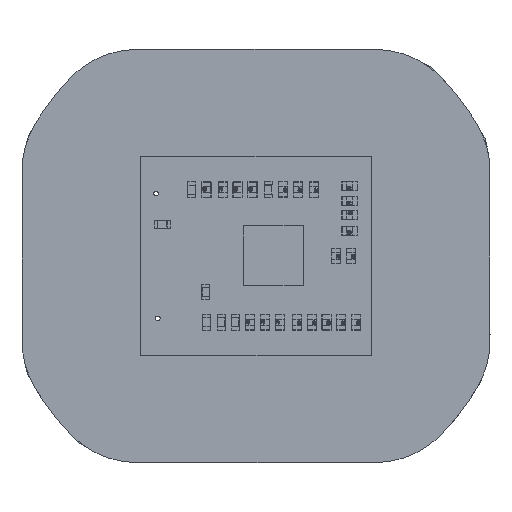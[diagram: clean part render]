
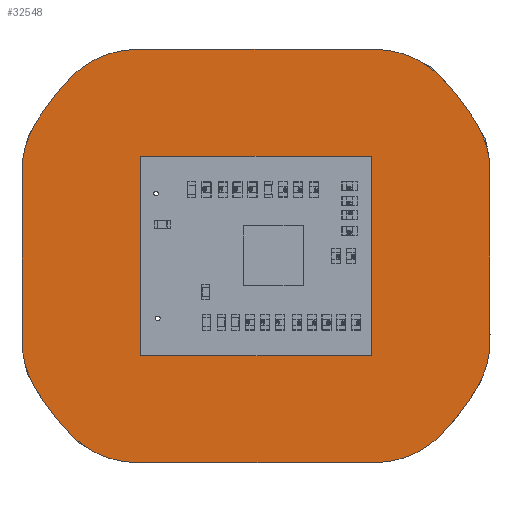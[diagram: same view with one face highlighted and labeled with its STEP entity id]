
A CAD part, top view. The second image highlights one B-rep face of the part: STEP entity #32548.
In plain terms, the highlighted planar face has unit normal (0, 0, 1).
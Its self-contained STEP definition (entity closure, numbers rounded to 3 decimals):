
#31953=DIRECTION('',(1.,0.,0.));
#31954=VECTOR('',#31953,15.19);
#31955=CARTESIAN_POINT('',(-7.595,13.249,0.5));
#31956=LINE('',#31955,#31954);
#31960=CARTESIAN_POINT('',(7.595,7.249,0.5));
#31961=DIRECTION('',(0.,0.,-1.));
#31962=DIRECTION('',(0.,1.,0.));
#31963=AXIS2_PLACEMENT_3D('',#31960,#31961,#31962);
#31968=CARTESIAN_POINT('',(0.,-0.001,0.5));
#31969=DIRECTION('',(0.,0.,-1.));
#31970=DIRECTION('',(0.723,0.69,0.));
#31971=AXIS2_PLACEMENT_3D('',#31968,#31969,#31970);
#31976=CARTESIAN_POINT('',(9.,5.408,0.5));
#31977=DIRECTION('',(0.,0.,-1.));
#31978=DIRECTION('',(0.857,0.515,0.));
#31979=AXIS2_PLACEMENT_3D('',#31976,#31977,#31978);
#31984=DIRECTION('',(0.,-1.,0.));
#31985=VECTOR('',#31984,10.817);
#31986=CARTESIAN_POINT('',(15.,5.408,0.5));
#31987=LINE('',#31986,#31985);
#31991=CARTESIAN_POINT('',(9.,-5.409,0.5));
#31992=DIRECTION('',(0.,0.,-1.));
#31993=DIRECTION('',(1.,0.,0.));
#31994=AXIS2_PLACEMENT_3D('',#31991,#31992,#31993);
#31999=CARTESIAN_POINT('',(0.,-0.001,0.5));
#32000=DIRECTION('',(0.,0.,-1.));
#32001=DIRECTION('',(0.857,-0.515,0.));
#32002=AXIS2_PLACEMENT_3D('',#31999,#32000,#32001);
#32007=CARTESIAN_POINT('',(7.595,-7.251,0.5));
#32008=DIRECTION('',(0.,0.,-1.));
#32009=DIRECTION('',(0.723,-0.69,0.));
#32010=AXIS2_PLACEMENT_3D('',#32007,#32008,#32009);
#32015=DIRECTION('',(-1.,0.,0.));
#32016=VECTOR('',#32015,15.19);
#32017=CARTESIAN_POINT('',(7.595,-13.251,0.5));
#32018=LINE('',#32017,#32016);
#32022=CARTESIAN_POINT('',(-7.595,-7.251,0.5));
#32023=DIRECTION('',(0.,0.,-1.));
#32024=DIRECTION('',(0.,-1.,0.));
#32025=AXIS2_PLACEMENT_3D('',#32022,#32023,#32024);
#32030=CARTESIAN_POINT('',(0.,-0.001,0.5));
#32031=DIRECTION('',(0.,0.,-1.));
#32032=DIRECTION('',(-0.723,-0.69,0.));
#32033=AXIS2_PLACEMENT_3D('',#32030,#32031,#32032);
#32038=CARTESIAN_POINT('',(-9.,-5.409,0.5));
#32039=DIRECTION('',(0.,0.,-1.));
#32040=DIRECTION('',(-0.857,-0.515,0.));
#32041=AXIS2_PLACEMENT_3D('',#32038,#32039,#32040);
#32046=DIRECTION('',(0.,1.,0.));
#32047=VECTOR('',#32046,10.817);
#32048=CARTESIAN_POINT('',(-15.,-5.409,0.5));
#32049=LINE('',#32048,#32047);
#32053=CARTESIAN_POINT('',(-9.,5.408,0.5));
#32054=DIRECTION('',(0.,0.,-1.));
#32055=DIRECTION('',(-1.,0.,0.));
#32056=AXIS2_PLACEMENT_3D('',#32053,#32054,#32055);
#32061=CARTESIAN_POINT('',(0.,-0.001,0.5));
#32062=DIRECTION('',(0.,0.,-1.));
#32063=DIRECTION('',(-0.857,0.515,0.));
#32064=AXIS2_PLACEMENT_3D('',#32061,#32062,#32063);
#32069=CARTESIAN_POINT('',(-7.595,7.249,0.5));
#32070=DIRECTION('',(0.,0.,-1.));
#32071=DIRECTION('',(-0.723,0.69,0.));
#32072=AXIS2_PLACEMENT_3D('',#32069,#32070,#32071);
#32077=DIRECTION('',(1.,0.,0.));
#32078=VECTOR('',#32077,14.8);
#32079=CARTESIAN_POINT('',(-7.4,-6.4,0.5));
#32080=LINE('',#32079,#32078);
#32084=DIRECTION('',(0.,1.,0.));
#32085=VECTOR('',#32084,12.8);
#32086=CARTESIAN_POINT('',(7.4,-6.4,0.5));
#32087=LINE('',#32086,#32085);
#32091=DIRECTION('',(-1.,0.,0.));
#32092=VECTOR('',#32091,14.8);
#32093=CARTESIAN_POINT('',(7.4,6.4,0.5));
#32094=LINE('',#32093,#32092);
#32098=DIRECTION('',(0.,-1.,0.));
#32099=VECTOR('',#32098,12.8);
#32100=CARTESIAN_POINT('',(-7.4,6.4,0.5));
#32101=LINE('',#32100,#32099);
#32201=CARTESIAN_POINT('',(7.595,13.249,0.5));
#32202=VERTEX_POINT('',#32201);
#32203=CARTESIAN_POINT('',(-7.595,13.249,0.5));
#32204=VERTEX_POINT('',#32203);
#32205=CARTESIAN_POINT('',(11.935,11.392,0.5));
#32206=VERTEX_POINT('',#32205);
#32207=CARTESIAN_POINT('',(14.143,8.498,0.5));
#32208=VERTEX_POINT('',#32207);
#32209=CARTESIAN_POINT('',(15.,5.408,0.5));
#32210=VERTEX_POINT('',#32209);
#32211=CARTESIAN_POINT('',(15.,-5.409,0.5));
#32212=VERTEX_POINT('',#32211);
#32213=CARTESIAN_POINT('',(14.143,-8.5,0.5));
#32214=VERTEX_POINT('',#32213);
#32215=CARTESIAN_POINT('',(11.935,-11.394,0.5));
#32216=VERTEX_POINT('',#32215);
#32217=CARTESIAN_POINT('',(7.595,-13.251,0.5));
#32218=VERTEX_POINT('',#32217);
#32219=CARTESIAN_POINT('',(-7.595,-13.251,0.5));
#32220=VERTEX_POINT('',#32219);
#32221=CARTESIAN_POINT('',(-11.935,-11.394,0.5));
#32222=VERTEX_POINT('',#32221);
#32223=CARTESIAN_POINT('',(-14.143,-8.5,0.5));
#32224=VERTEX_POINT('',#32223);
#32225=CARTESIAN_POINT('',(-15.,-5.409,0.5));
#32226=VERTEX_POINT('',#32225);
#32227=CARTESIAN_POINT('',(-15.,5.408,0.5));
#32228=VERTEX_POINT('',#32227);
#32229=CARTESIAN_POINT('',(-14.143,8.498,0.5));
#32230=VERTEX_POINT('',#32229);
#32231=CARTESIAN_POINT('',(-11.935,11.392,0.5));
#32232=VERTEX_POINT('',#32231);
#32233=CARTESIAN_POINT('',(-7.4,-6.4,0.5));
#32234=CARTESIAN_POINT('',(7.4,-6.4,0.5));
#32235=VERTEX_POINT('',#32233);
#32236=VERTEX_POINT('',#32234);
#32237=CARTESIAN_POINT('',(7.4,6.4,0.5));
#32238=VERTEX_POINT('',#32237);
#32239=CARTESIAN_POINT('',(-7.4,6.4,0.5));
#32240=VERTEX_POINT('',#32239);
#32515=CARTESIAN_POINT('',(0.,0.,0.5));
#32516=DIRECTION('',(0.,0.,1.));
#32517=DIRECTION('',(-1.,0.,0.));
#32518=AXIS2_PLACEMENT_3D('',#32515,#32516,#32517);
#32519=PLANE('',#32518);
#32520=ORIENTED_EDGE('',*,*,#32299,.T.);
#32521=ORIENTED_EDGE('',*,*,#32314,.T.);
#32522=ORIENTED_EDGE('',*,*,#32328,.T.);
#32523=ORIENTED_EDGE('',*,*,#32342,.T.);
#32524=ORIENTED_EDGE('',*,*,#32356,.T.);
#32525=ORIENTED_EDGE('',*,*,#32370,.T.);
#32526=ORIENTED_EDGE('',*,*,#32384,.T.);
#32527=ORIENTED_EDGE('',*,*,#32398,.T.);
#32528=ORIENTED_EDGE('',*,*,#32412,.T.);
#32529=ORIENTED_EDGE('',*,*,#32426,.T.);
#32530=ORIENTED_EDGE('',*,*,#32440,.T.);
#32531=ORIENTED_EDGE('',*,*,#32454,.T.);
#32532=ORIENTED_EDGE('',*,*,#32468,.T.);
#32533=ORIENTED_EDGE('',*,*,#32482,.T.);
#32534=ORIENTED_EDGE('',*,*,#32496,.T.);
#32535=ORIENTED_EDGE('',*,*,#32509,.T.);
#32536=EDGE_LOOP('',(#32520,#32521,#32522,#32523,#32524,#32525,#32526,#32527,
#32528,#32529,#32530,#32531,#32532,#32533,#32534,#32535));
#32537=FACE_OUTER_BOUND('',#32536,.F.);
#32539=ORIENTED_EDGE('',*,*,#32538,.T.);
#32541=ORIENTED_EDGE('',*,*,#32540,.T.);
#32543=ORIENTED_EDGE('',*,*,#32542,.T.);
#32545=ORIENTED_EDGE('',*,*,#32544,.T.);
#32546=EDGE_LOOP('',(#32539,#32541,#32543,#32545));
#32547=FACE_BOUND('',#32546,.F.);
#32548=ADVANCED_FACE('',(#32537,#32547),#32519,.T.);
#31964=CIRCLE('',#31963,6.);
#31972=CIRCLE('',#31971,16.5);
#31980=CIRCLE('',#31979,6.);
#31995=CIRCLE('',#31994,6.);
#32003=CIRCLE('',#32002,16.5);
#32011=CIRCLE('',#32010,6.);
#32026=CIRCLE('',#32025,6.);
#32034=CIRCLE('',#32033,16.5);
#32042=CIRCLE('',#32041,6.);
#32057=CIRCLE('',#32056,6.);
#32065=CIRCLE('',#32064,16.5);
#32073=CIRCLE('',#32072,6.);
#32299=EDGE_CURVE('',#32204,#32202,#31956,.T.);
#32314=EDGE_CURVE('',#32202,#32206,#31964,.T.);
#32328=EDGE_CURVE('',#32206,#32208,#31972,.T.);
#32342=EDGE_CURVE('',#32208,#32210,#31980,.T.);
#32356=EDGE_CURVE('',#32210,#32212,#31987,.T.);
#32370=EDGE_CURVE('',#32212,#32214,#31995,.T.);
#32384=EDGE_CURVE('',#32214,#32216,#32003,.T.);
#32398=EDGE_CURVE('',#32216,#32218,#32011,.T.);
#32412=EDGE_CURVE('',#32218,#32220,#32018,.T.);
#32426=EDGE_CURVE('',#32220,#32222,#32026,.T.);
#32440=EDGE_CURVE('',#32222,#32224,#32034,.T.);
#32454=EDGE_CURVE('',#32224,#32226,#32042,.T.);
#32468=EDGE_CURVE('',#32226,#32228,#32049,.T.);
#32482=EDGE_CURVE('',#32228,#32230,#32057,.T.);
#32496=EDGE_CURVE('',#32230,#32232,#32065,.T.);
#32509=EDGE_CURVE('',#32232,#32204,#32073,.T.);
#32538=EDGE_CURVE('',#32235,#32236,#32080,.T.);
#32540=EDGE_CURVE('',#32236,#32238,#32087,.T.);
#32542=EDGE_CURVE('',#32238,#32240,#32094,.T.);
#32544=EDGE_CURVE('',#32240,#32235,#32101,.T.);
